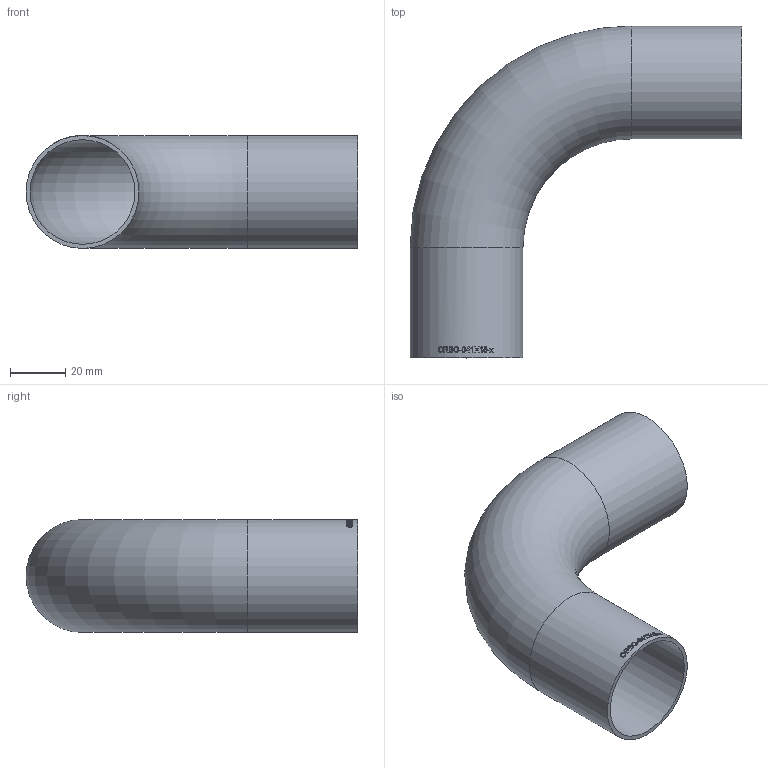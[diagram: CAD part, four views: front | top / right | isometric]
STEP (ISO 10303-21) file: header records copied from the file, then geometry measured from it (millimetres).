
FILE_DESCRIPTION (( 'STEP AP214' ), '1' );
FILE_NAME ('ORBO-041X15-x Bogen orbital 2004.STEP', '2020-04-08T13:02:05', ( '' ), ( '' ), 'SwSTEP 2.0', 'SolidWorks 2019', '' );
FILE_SCHEMA (( 'AUTOMOTIVE_DESIGN' ));
Length unit declared in the file: millimetre
Products named in the file (1): ORBO-041X15-x Bogen orbital 2004
Bounding box: 120.5 x 120.5 x 41 mm (x, y, z)
Volume: 32428.7 mm3; surface area: 43621.2 mm2
Topology: 1 solids, 1 shells, 175 faces, 459 edges, 305 vertices
Faces by surface type: bspline 88, plane 61, cylinder 24, torus 2
Full cylindrical faces by diameter (mm): 38 x2, 41 x2
Entity records: 15190 total; most frequent: CARTESIAN_POINT 9866, ORIENTED_EDGE 898, EDGE_CURVE 449, DIRECTION 420, VERTEX_POINT 302, B_SPLINE_CURVE_WITH_KNOTS 285, EDGE_LOOP 203, FACE_OUTER_BOUND 181
